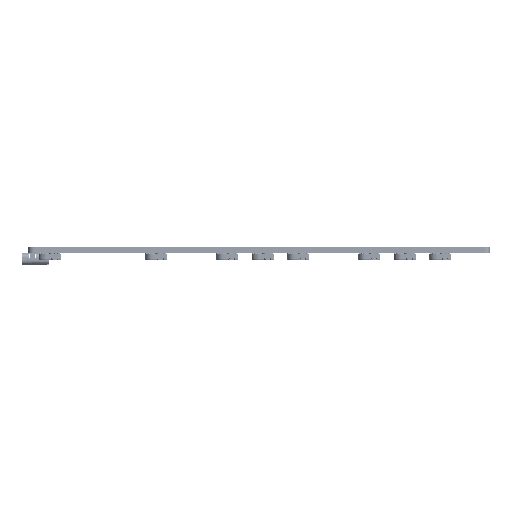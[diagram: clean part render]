
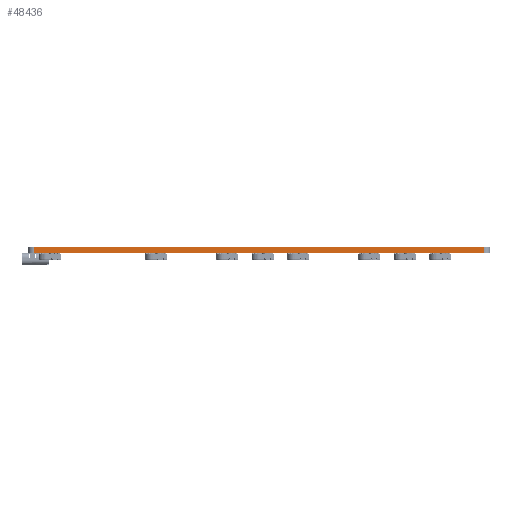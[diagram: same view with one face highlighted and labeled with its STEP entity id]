
A CAD part, left-side view. The second image highlights one B-rep face of the part: STEP entity #48436.
In plain terms, the highlighted planar face has unit normal (-1, 0, 0).
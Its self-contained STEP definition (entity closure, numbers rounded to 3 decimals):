
#34386 = VERTEX_POINT('',#34387);
#34387 = CARTESIAN_POINT('',(16.669,-40.481,0.));
#34394 = EDGE_CURVE('',#34395,#34386,#34397,.T.);
#34395 = VERTEX_POINT('',#34396);
#34396 = CARTESIAN_POINT('',(16.669,-161.131,0.));
#34397 = LINE('',#34398,#34399);
#34398 = CARTESIAN_POINT('',(16.669,-161.131,0.));
#34399 = VECTOR('',#34400,1.);
#34400 = DIRECTION('',(0.,1.,0.));
#41358 = VERTEX_POINT('',#41359);
#41359 = CARTESIAN_POINT('',(16.669,-40.481,1.6));
#41366 = EDGE_CURVE('',#41367,#41358,#41369,.T.);
#41367 = VERTEX_POINT('',#41368);
#41368 = CARTESIAN_POINT('',(16.669,-161.131,1.6));
#41369 = LINE('',#41370,#41371);
#41370 = CARTESIAN_POINT('',(16.669,-161.131,1.6));
#41371 = VECTOR('',#41372,1.);
#41372 = DIRECTION('',(0.,1.,0.));
#48408 = EDGE_CURVE('',#34395,#41367,#48409,.T.);
#48409 = LINE('',#48410,#48411);
#48410 = CARTESIAN_POINT('',(16.669,-161.131,0.));
#48411 = VECTOR('',#48412,1.);
#48412 = DIRECTION('',(0.,0.,1.));
#48436 = ADVANCED_FACE('',(#48437),#48448,.T.);
#48437 = FACE_BOUND('',#48438,.T.);
#48438 = EDGE_LOOP('',(#48439,#48440,#48441,#48447));
#48439 = ORIENTED_EDGE('',*,*,#48408,.T.);
#48440 = ORIENTED_EDGE('',*,*,#41366,.T.);
#48441 = ORIENTED_EDGE('',*,*,#48442,.F.);
#48442 = EDGE_CURVE('',#34386,#41358,#48443,.T.);
#48443 = LINE('',#48444,#48445);
#48444 = CARTESIAN_POINT('',(16.669,-40.481,0.));
#48445 = VECTOR('',#48446,1.);
#48446 = DIRECTION('',(0.,0.,1.));
#48447 = ORIENTED_EDGE('',*,*,#34394,.F.);
#48448 = PLANE('',#48449);
#48449 = AXIS2_PLACEMENT_3D('',#48450,#48451,#48452);
#48450 = CARTESIAN_POINT('',(16.669,-161.131,0.));
#48451 = DIRECTION('',(-1.,0.,0.));
#48452 = DIRECTION('',(0.,1.,0.));
